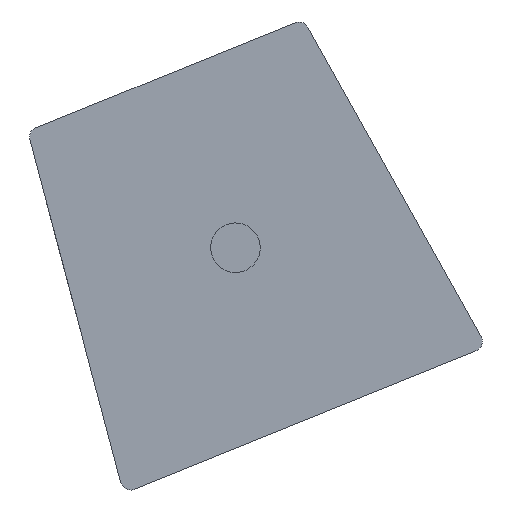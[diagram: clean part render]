
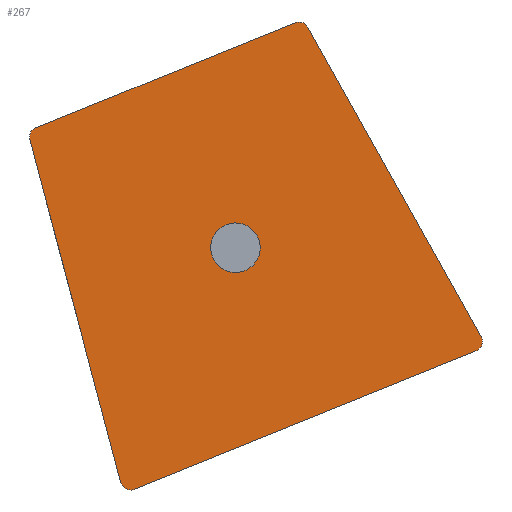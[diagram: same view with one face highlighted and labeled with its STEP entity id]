
A CAD part, front view. The second image highlights one B-rep face of the part: STEP entity #267.
In plain terms, the highlighted planar face has unit normal (0, -1, 0).
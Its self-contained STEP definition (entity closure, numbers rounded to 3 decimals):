
#37 = ORIENTED_EDGE ( 'NONE', *, *, #687, .F. ) ;
#50 = AXIS2_PLACEMENT_3D ( 'NONE', #556, #1096, #471 ) ;
#54 = AXIS2_PLACEMENT_3D ( 'NONE', #413, #327, #131 ) ;
#70 = CARTESIAN_POINT ( 'NONE',  ( 24.701, -20.93, -17.838 ) ) ;
#95 = DIRECTION ( 'NONE',  ( 0., -1., 0. ) ) ;
#96 = DIRECTION ( 'NONE',  ( 0.376, 0., -0.927 ) ) ;
#103 = CIRCLE ( 'NONE', #50, 5. ) ;
#107 = AXIS2_PLACEMENT_3D ( 'NONE', #482, #95, #370 ) ;
#116 = CARTESIAN_POINT ( 'NONE',  ( -11.983, -20.93, 43.506 ) ) ;
#128 = ORIENTED_EDGE ( 'NONE', *, *, #351, .T. ) ;
#129 = DIRECTION ( 'NONE',  ( 0., -1., 0. ) ) ;
#131 = DIRECTION ( 'NONE',  ( 0.376, 0., -0.927 ) ) ;
#191 = LINE ( 'NONE', #311, #1159 ) ;
#207 = ORIENTED_EDGE ( 'NONE', *, *, #846, .T. ) ;
#221 = DIRECTION ( 'NONE',  ( 0.256, 0., -0.967 ) ) ;
#225 = CARTESIAN_POINT ( 'NONE',  ( 23.656, -20.93, -20.819 ) ) ;
#231 = CARTESIAN_POINT ( 'NONE',  ( -12.734, -20.93, 45.359 ) ) ;
#250 = ORIENTED_EDGE ( 'NONE', *, *, #715, .F. ) ;
#256 = LINE ( 'NONE', #716, #749 ) ;
#267 = ADVANCED_FACE ( 'NONE', ( #397, #580 ), #755, .F. ) ;
#273 = CARTESIAN_POINT ( 'NONE',  ( 22.865, -20.93, -18.867 ) ) ;
#276 = CARTESIAN_POINT ( 'NONE',  ( -47.96, -20.93, -47.28 ) ) ;
#299 = AXIS2_PLACEMENT_3D ( 'NONE', #273, #388, #1019 ) ;
#301 = VERTEX_POINT ( 'NONE', #1128 ) ;
#305 = AXIS2_PLACEMENT_3D ( 'NONE', #579, #1119, #307 ) ;
#307 = DIRECTION ( 'NONE',  ( 0.376, 0., -0.927 ) ) ;
#311 = CARTESIAN_POINT ( 'NONE',  ( -66.257, -20.93, 21.785 ) ) ;
#327 = DIRECTION ( 'NONE',  ( 0., 1., 0. ) ) ;
#330 = VERTEX_POINT ( 'NONE', #225 ) ;
#343 = CARTESIAN_POINT ( 'NONE',  ( -45.134, -20.93, -48.692 ) ) ;
#344 = ORIENTED_EDGE ( 'NONE', *, *, #689, .T. ) ;
#351 = EDGE_CURVE ( 'NONE', #582, #887, #1074, .T. ) ;
#366 = EDGE_LOOP ( 'NONE', ( #379, #816, #37, #207, #500, #1048, #344, #250 ) ) ;
#370 = DIRECTION ( 'NONE',  ( -0.376, 0., 0.927 ) ) ;
#379 = ORIENTED_EDGE ( 'NONE', *, *, #511, .F. ) ;
#388 = DIRECTION ( 'NONE',  ( 0., 1., 0. ) ) ;
#397 = FACE_OUTER_BOUND ( 'NONE', #366, .T. ) ;
#400 = CIRCLE ( 'NONE', #1030, 2.105 ) ;
#413 = CARTESIAN_POINT ( 'NONE',  ( -24.822, -20.93, 0. ) ) ;
#439 = DIRECTION ( 'NONE',  ( 0.489, 0., -0.872 ) ) ;
#451 = CARTESIAN_POINT ( 'NONE',  ( 23.656, -20.93, -20.819 ) ) ;
#471 = DIRECTION ( 'NONE',  ( 0.376, 0., -0.927 ) ) ;
#482 = CARTESIAN_POINT ( 'NONE',  ( -64.324, -20.93, 22.298 ) ) ;
#484 = DIRECTION ( 'NONE',  ( 0., 1., 0. ) ) ;
#500 = ORIENTED_EDGE ( 'NONE', *, *, #525, .T. ) ;
#505 = EDGE_LOOP ( 'NONE', ( #1032, #128 ) ) ;
#511 = EDGE_CURVE ( 'NONE', #996, #330, #613, .T. ) ;
#525 = EDGE_CURVE ( 'NONE', #301, #969, #705, .T. ) ;
#556 = CARTESIAN_POINT ( 'NONE',  ( -24.822, -20.93, 0. ) ) ;
#571 = VECTOR ( 'NONE', #994, 1000. ) ;
#579 = CARTESIAN_POINT ( 'NONE',  ( -11.983, -20.93, 43.506 ) ) ;
#580 = FACE_BOUND ( 'NONE', #505, .T. ) ;
#582 = VERTEX_POINT ( 'NONE', #817 ) ;
#613 = CIRCLE ( 'NONE', #299, 2.105 ) ;
#627 = CARTESIAN_POINT ( 'NONE',  ( -66.257, -20.93, 21.785 ) ) ;
#643 = VECTOR ( 'NONE', #1092, 1000. ) ;
#651 = LINE ( 'NONE', #738, #643 ) ;
#687 = EDGE_CURVE ( 'NONE', #1139, #912, #907, .T. ) ;
#689 = EDGE_CURVE ( 'NONE', #961, #872, #400, .T. ) ;
#705 = CIRCLE ( 'NONE', #107, 2. ) ;
#715 = EDGE_CURVE ( 'NONE', #330, #872, #788, .T. ) ;
#716 = CARTESIAN_POINT ( 'NONE',  ( -10.238, -20.93, 44.484 ) ) ;
#738 = CARTESIAN_POINT ( 'NONE',  ( -12.734, -20.93, 45.359 ) ) ;
#749 = VECTOR ( 'NONE', #439, 1000. ) ;
#755 = PLANE ( 'NONE',  #1133 ) ;
#788 = LINE ( 'NONE', #451, #571 ) ;
#794 = CARTESIAN_POINT ( 'NONE',  ( -26.7, -20.93, 4.634 ) ) ;
#816 = ORIENTED_EDGE ( 'NONE', *, *, #897, .F. ) ;
#817 = CARTESIAN_POINT ( 'NONE',  ( -22.944, -20.93, -4.634 ) ) ;
#846 = EDGE_CURVE ( 'NONE', #1139, #301, #651, .T. ) ;
#872 = VERTEX_POINT ( 'NONE', #343 ) ;
#887 = VERTEX_POINT ( 'NONE', #794 ) ;
#897 = EDGE_CURVE ( 'NONE', #912, #996, #256, .T. ) ;
#907 = CIRCLE ( 'NONE', #305, 2. ) ;
#912 = VERTEX_POINT ( 'NONE', #973 ) ;
#942 = CARTESIAN_POINT ( 'NONE',  ( -45.925, -20.93, -46.741 ) ) ;
#961 = VERTEX_POINT ( 'NONE', #276 ) ;
#969 = VERTEX_POINT ( 'NONE', #627 ) ;
#972 = DIRECTION ( 'NONE',  ( -0.376, 0., 0.927 ) ) ;
#973 = CARTESIAN_POINT ( 'NONE',  ( -10.238, -20.93, 44.484 ) ) ;
#994 = DIRECTION ( 'NONE',  ( -0.927, 0., -0.376 ) ) ;
#996 = VERTEX_POINT ( 'NONE', #70 ) ;
#1019 = DIRECTION ( 'NONE',  ( 0.376, 0., -0.927 ) ) ;
#1030 = AXIS2_PLACEMENT_3D ( 'NONE', #942, #129, #972 ) ;
#1032 = ORIENTED_EDGE ( 'NONE', *, *, #1110, .T. ) ;
#1048 = ORIENTED_EDGE ( 'NONE', *, *, #1127, .T. ) ;
#1074 = CIRCLE ( 'NONE', #54, 5. ) ;
#1092 = DIRECTION ( 'NONE',  ( -0.927, 0., -0.376 ) ) ;
#1096 = DIRECTION ( 'NONE',  ( 0., 1., 0. ) ) ;
#1110 = EDGE_CURVE ( 'NONE', #887, #582, #103, .T. ) ;
#1119 = DIRECTION ( 'NONE',  ( 0., 1., 0. ) ) ;
#1127 = EDGE_CURVE ( 'NONE', #969, #961, #191, .T. ) ;
#1128 = CARTESIAN_POINT ( 'NONE',  ( -65.075, -20.93, 24.151 ) ) ;
#1133 = AXIS2_PLACEMENT_3D ( 'NONE', #116, #484, #96 ) ;
#1139 = VERTEX_POINT ( 'NONE', #231 ) ;
#1159 = VECTOR ( 'NONE', #221, 1000. ) ;
